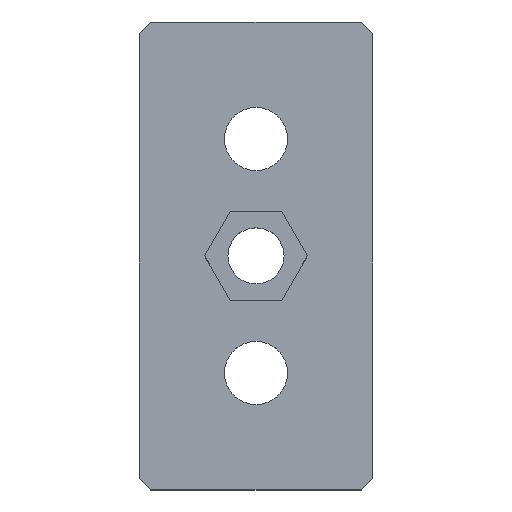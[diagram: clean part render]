
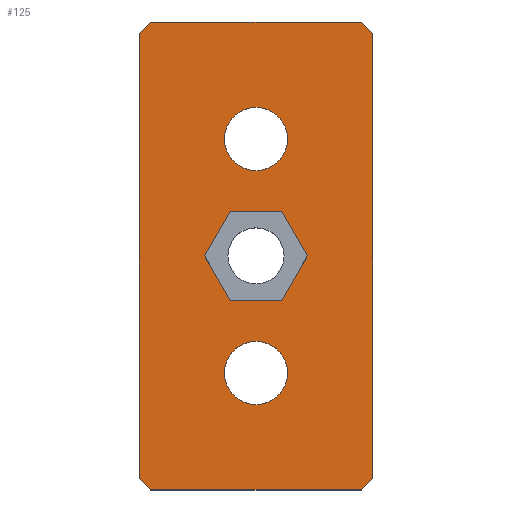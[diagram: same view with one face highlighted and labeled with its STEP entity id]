
A CAD part, top view. The second image highlights one B-rep face of the part: STEP entity #125.
In plain terms, the highlighted planar face has unit normal (0, 0, 1).
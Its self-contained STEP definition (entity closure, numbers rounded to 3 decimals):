
#6 = CARTESIAN_POINT ( 'NONE',  ( 25., -47.5, 0. ) ) ;
#14 = DIRECTION ( 'NONE',  ( 1., 0., 0. ) ) ;
#20 = EDGE_LOOP ( 'NONE', ( #343, #579 ) ) ;
#25 = VECTOR ( 'NONE', #262, 1000. ) ;
#28 = AXIS2_PLACEMENT_3D ( 'NONE', #400, #658, #14 ) ;
#39 = AXIS2_PLACEMENT_3D ( 'NONE', #280, #427, #687 ) ;
#45 = VERTEX_POINT ( 'NONE', #679 ) ;
#47 = CARTESIAN_POINT ( 'NONE',  ( 5.485, 9.5, 0. ) ) ;
#63 = EDGE_LOOP ( 'NONE', ( #498, #272, #322, #838, #599, #189, #634, #311 ) ) ;
#82 = ORIENTED_EDGE ( 'NONE', *, *, #301, .F. ) ;
#90 = VERTEX_POINT ( 'NONE', #170 ) ;
#98 = DIRECTION ( 'NONE',  ( 0., -1., 0. ) ) ;
#101 = LINE ( 'NONE', #480, #126 ) ;
#104 = EDGE_CURVE ( 'NONE', #458, #155, #424, .T. ) ;
#105 = CARTESIAN_POINT ( 'NONE',  ( -22.5, 50., 0. ) ) ;
#113 = LINE ( 'NONE', #441, #756 ) ;
#115 = CARTESIAN_POINT ( 'NONE',  ( 0., 25., 0. ) ) ;
#125 = ADVANCED_FACE ( 'NONE', ( #290, #817, #558, #173 ), #820, .T. ) ;
#126 = VECTOR ( 'NONE', #353, 1000. ) ;
#133 = CARTESIAN_POINT ( 'NONE',  ( -36.25, -36.25, 0. ) ) ;
#134 = CARTESIAN_POINT ( 'NONE',  ( -5.485, 9.5, 0. ) ) ;
#135 = VERTEX_POINT ( 'NONE', #221 ) ;
#146 = DIRECTION ( 'NONE',  ( 0.5, -0.866, 0. ) ) ;
#151 = CARTESIAN_POINT ( 'NONE',  ( -25., -47.5, 0. ) ) ;
#153 = VERTEX_POINT ( 'NONE', #692 ) ;
#155 = VERTEX_POINT ( 'NONE', #774 ) ;
#167 = CIRCLE ( 'NONE', #844, 6.75 ) ;
#169 = EDGE_CURVE ( 'NONE', #315, #472, #113, .T. ) ;
#170 = CARTESIAN_POINT ( 'NONE',  ( -6.75, -25., 0. ) ) ;
#173 = FACE_BOUND ( 'NONE', #638, .T. ) ;
#189 = ORIENTED_EDGE ( 'NONE', *, *, #330, .T. ) ;
#195 = VERTEX_POINT ( 'NONE', #365 ) ;
#202 = DIRECTION ( 'NONE',  ( 0., 0., 1. ) ) ;
#209 = VERTEX_POINT ( 'NONE', #578 ) ;
#211 = LINE ( 'NONE', #134, #718 ) ;
#219 = CARTESIAN_POINT ( 'NONE',  ( -5.485, 9.5, 0. ) ) ;
#221 = CARTESIAN_POINT ( 'NONE',  ( -10.97, 0., 0. ) ) ;
#262 = DIRECTION ( 'NONE',  ( 1., 0., 0. ) ) ;
#267 = VECTOR ( 'NONE', #695, 1000. ) ;
#272 = ORIENTED_EDGE ( 'NONE', *, *, #754, .T. ) ;
#280 = CARTESIAN_POINT ( 'NONE',  ( 0., 0., 0. ) ) ;
#283 = CARTESIAN_POINT ( 'NONE',  ( 10.97, 0., 0. ) ) ;
#290 = FACE_OUTER_BOUND ( 'NONE', #63, .T. ) ;
#301 = EDGE_CURVE ( 'NONE', #153, #566, #586, .T. ) ;
#304 = VECTOR ( 'NONE', #520, 1000. ) ;
#308 = EDGE_CURVE ( 'NONE', #195, #626, #782, .T. ) ;
#311 = ORIENTED_EDGE ( 'NONE', *, *, #380, .T. ) ;
#315 = VERTEX_POINT ( 'NONE', #6 ) ;
#322 = ORIENTED_EDGE ( 'NONE', *, *, #308, .T. ) ;
#323 = LINE ( 'NONE', #133, #304 ) ;
#330 = EDGE_CURVE ( 'NONE', #472, #603, #792, .T. ) ;
#332 = VECTOR ( 'NONE', #683, 1000. ) ;
#337 = EDGE_CURVE ( 'NONE', #821, #135, #211, .T. ) ;
#341 = CARTESIAN_POINT ( 'NONE',  ( -25., -50., 0. ) ) ;
#343 = ORIENTED_EDGE ( 'NONE', *, *, #812, .F. ) ;
#347 = VECTOR ( 'NONE', #98, 1000. ) ;
#353 = DIRECTION ( 'NONE',  ( -1., 0., 0. ) ) ;
#361 = AXIS2_PLACEMENT_3D ( 'NONE', #115, #429, #836 ) ;
#365 = CARTESIAN_POINT ( 'NONE',  ( -22.5, -50., 0. ) ) ;
#371 = CARTESIAN_POINT ( 'NONE',  ( 22.5, 50., 0. ) ) ;
#377 = CARTESIAN_POINT ( 'NONE',  ( 5.485, -9.5, 0. ) ) ;
#380 = EDGE_CURVE ( 'NONE', #450, #209, #387, .T. ) ;
#383 = ORIENTED_EDGE ( 'NONE', *, *, #337, .F. ) ;
#387 = LINE ( 'NONE', #788, #633 ) ;
#395 = VERTEX_POINT ( 'NONE', #151 ) ;
#400 = CARTESIAN_POINT ( 'NONE',  ( 0., 25., 0. ) ) ;
#401 = CARTESIAN_POINT ( 'NONE',  ( 25., -50., 0. ) ) ;
#411 = CARTESIAN_POINT ( 'NONE',  ( 6.75, 25., 0. ) ) ;
#416 = ORIENTED_EDGE ( 'NONE', *, *, #104, .F. ) ;
#418 = LINE ( 'NONE', #341, #347 ) ;
#424 = LINE ( 'NONE', #283, #332 ) ;
#427 = DIRECTION ( 'NONE',  ( 0., 0., 1. ) ) ;
#428 = EDGE_CURVE ( 'NONE', #90, #45, #552, .T. ) ;
#429 = DIRECTION ( 'NONE',  ( 0., 0., 1. ) ) ;
#431 = VECTOR ( 'NONE', #722, 1000. ) ;
#433 = DIRECTION ( 'NONE',  ( 0.707, 0.707, 0. ) ) ;
#435 = ORIENTED_EDGE ( 'NONE', *, *, #615, .F. ) ;
#436 = CARTESIAN_POINT ( 'NONE',  ( 5.485, -9.5, 0. ) ) ;
#441 = CARTESIAN_POINT ( 'NONE',  ( 25., -50., 0. ) ) ;
#449 = DIRECTION ( 'NONE',  ( -0.707, -0.707, 0. ) ) ;
#450 = VERTEX_POINT ( 'NONE', #105 ) ;
#457 = DIRECTION ( 'NONE',  ( 1., 0., 0. ) ) ;
#458 = VERTEX_POINT ( 'NONE', #735 ) ;
#459 = CARTESIAN_POINT ( 'NONE',  ( -10.97, 0., 0. ) ) ;
#461 = CARTESIAN_POINT ( 'NONE',  ( 36.25, 36.25, 0. ) ) ;
#466 = VERTEX_POINT ( 'NONE', #411 ) ;
#472 = VERTEX_POINT ( 'NONE', #676 ) ;
#475 = ORIENTED_EDGE ( 'NONE', *, *, #808, .F. ) ;
#480 = CARTESIAN_POINT ( 'NONE',  ( 25., 50., 0. ) ) ;
#487 = ORIENTED_EDGE ( 'NONE', *, *, #760, .F. ) ;
#498 = ORIENTED_EDGE ( 'NONE', *, *, #515, .T. ) ;
#500 = LINE ( 'NONE', #47, #267 ) ;
#513 = DIRECTION ( 'NONE',  ( 1., 0., 0. ) ) ;
#515 = EDGE_CURVE ( 'NONE', #209, #395, #418, .T. ) ;
#517 = CARTESIAN_POINT ( 'NONE',  ( -6.75, 25., 0. ) ) ;
#520 = DIRECTION ( 'NONE',  ( 0.707, -0.707, 0. ) ) ;
#525 = CIRCLE ( 'NONE', #361, 6.75 ) ;
#526 = CIRCLE ( 'NONE', #28, 6.75 ) ;
#529 = LINE ( 'NONE', #459, #816 ) ;
#534 = DIRECTION ( 'NONE',  ( -0.5, -0.866, 0. ) ) ;
#552 = CIRCLE ( 'NONE', #799, 6.75 ) ;
#558 = FACE_BOUND ( 'NONE', #20, .T. ) ;
#566 = VERTEX_POINT ( 'NONE', #377 ) ;
#567 = EDGE_CURVE ( 'NONE', #740, #466, #525, .T. ) ;
#568 = CARTESIAN_POINT ( 'NONE',  ( 36.25, -36.25, 0. ) ) ;
#578 = CARTESIAN_POINT ( 'NONE',  ( -25., 47.5, 0. ) ) ;
#579 = ORIENTED_EDGE ( 'NONE', *, *, #567, .F. ) ;
#586 = LINE ( 'NONE', #655, #25 ) ;
#596 = ORIENTED_EDGE ( 'NONE', *, *, #428, .F. ) ;
#599 = ORIENTED_EDGE ( 'NONE', *, *, #169, .T. ) ;
#601 = EDGE_CURVE ( 'NONE', #566, #458, #689, .T. ) ;
#603 = VERTEX_POINT ( 'NONE', #371 ) ;
#615 = EDGE_CURVE ( 'NONE', #155, #821, #500, .T. ) ;
#626 = VERTEX_POINT ( 'NONE', #764 ) ;
#629 = DIRECTION ( 'NONE',  ( 0., 1., 0. ) ) ;
#631 = LINE ( 'NONE', #568, #747 ) ;
#633 = VECTOR ( 'NONE', #449, 1000. ) ;
#634 = ORIENTED_EDGE ( 'NONE', *, *, #835, .T. ) ;
#638 = EDGE_LOOP ( 'NONE', ( #796, #82, #475, #383, #435, #416 ) ) ;
#641 = DIRECTION ( 'NONE',  ( 0.5, 0.866, 0. ) ) ;
#650 = VECTOR ( 'NONE', #641, 1000. ) ;
#655 = CARTESIAN_POINT ( 'NONE',  ( -5.485, -9.5, 0. ) ) ;
#656 = EDGE_CURVE ( 'NONE', #626, #315, #631, .T. ) ;
#658 = DIRECTION ( 'NONE',  ( 0., 0., 1. ) ) ;
#672 = DIRECTION ( 'NONE',  ( 0., 0., 1. ) ) ;
#676 = CARTESIAN_POINT ( 'NONE',  ( 25., 47.5, 0. ) ) ;
#679 = CARTESIAN_POINT ( 'NONE',  ( 6.75, -25., 0. ) ) ;
#683 = DIRECTION ( 'NONE',  ( -0.5, 0.866, 0. ) ) ;
#687 = DIRECTION ( 'NONE',  ( 1., 0., 0. ) ) ;
#689 = LINE ( 'NONE', #436, #650 ) ;
#692 = CARTESIAN_POINT ( 'NONE',  ( -5.485, -9.5, 0. ) ) ;
#695 = DIRECTION ( 'NONE',  ( -1., 0., 0. ) ) ;
#700 = EDGE_LOOP ( 'NONE', ( #487, #596 ) ) ;
#718 = VECTOR ( 'NONE', #534, 1000. ) ;
#722 = DIRECTION ( 'NONE',  ( -0.707, 0.707, 0. ) ) ;
#735 = CARTESIAN_POINT ( 'NONE',  ( 10.97, 0., 0. ) ) ;
#738 = DIRECTION ( 'NONE',  ( 1., 0., 0. ) ) ;
#740 = VERTEX_POINT ( 'NONE', #517 ) ;
#747 = VECTOR ( 'NONE', #433, 1000. ) ;
#754 = EDGE_CURVE ( 'NONE', #395, #195, #323, .T. ) ;
#756 = VECTOR ( 'NONE', #629, 1000. ) ;
#760 = EDGE_CURVE ( 'NONE', #45, #90, #167, .T. ) ;
#764 = CARTESIAN_POINT ( 'NONE',  ( 22.5, -50., 0. ) ) ;
#774 = CARTESIAN_POINT ( 'NONE',  ( 5.485, 9.5, 0. ) ) ;
#781 = CARTESIAN_POINT ( 'NONE',  ( 0., -25., 0. ) ) ;
#782 = LINE ( 'NONE', #401, #797 ) ;
#788 = CARTESIAN_POINT ( 'NONE',  ( -36.25, 36.25, 0. ) ) ;
#792 = LINE ( 'NONE', #461, #431 ) ;
#796 = ORIENTED_EDGE ( 'NONE', *, *, #601, .F. ) ;
#797 = VECTOR ( 'NONE', #457, 1000. ) ;
#799 = AXIS2_PLACEMENT_3D ( 'NONE', #801, #672, #738 ) ;
#801 = CARTESIAN_POINT ( 'NONE',  ( 0., -25., 0. ) ) ;
#808 = EDGE_CURVE ( 'NONE', #135, #153, #529, .T. ) ;
#812 = EDGE_CURVE ( 'NONE', #466, #740, #526, .T. ) ;
#816 = VECTOR ( 'NONE', #146, 1000. ) ;
#817 = FACE_BOUND ( 'NONE', #700, .T. ) ;
#820 = PLANE ( 'NONE',  #39 ) ;
#821 = VERTEX_POINT ( 'NONE', #219 ) ;
#835 = EDGE_CURVE ( 'NONE', #603, #450, #101, .T. ) ;
#836 = DIRECTION ( 'NONE',  ( 1., 0., 0. ) ) ;
#838 = ORIENTED_EDGE ( 'NONE', *, *, #656, .T. ) ;
#844 = AXIS2_PLACEMENT_3D ( 'NONE', #781, #202, #513 ) ;
